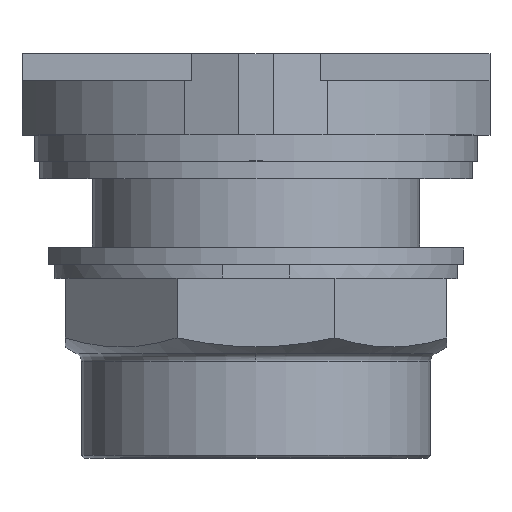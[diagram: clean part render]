
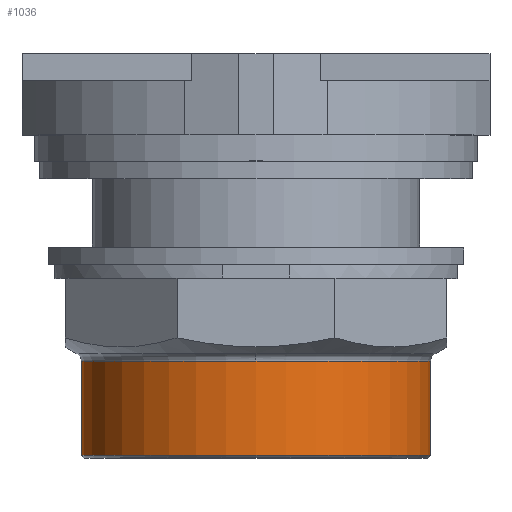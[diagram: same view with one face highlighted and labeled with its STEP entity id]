
A CAD part, top view. The second image highlights one B-rep face of the part: STEP entity #1036.
In plain terms, the highlighted cylindrical face has radius 16 mm (diameter 32 mm), a partial arc.
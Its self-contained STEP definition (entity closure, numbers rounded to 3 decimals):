
#956=CARTESIAN_POINT('POINT1753',(16.,-18.999,
   0.));
#957=VERTEX_POINT('VERTEX1753',#956);
#964=CARTESIAN_POINT('POINT1754',(-16.,-18.999,
   0.));
#965=VERTEX_POINT('VERTEX1754',#964);
#966=CARTESIAN_POINT('POS2449',(0.,-18.999,
   0.));
#967=DIRECTION('DIR3638',(0.,1.,
   0.));
#968=DIRECTION('DIR3639',(1.,0.,0.));
#969=AXIS2_PLACEMENT_3D('AXIS1190',#966,#967,#968);
#970=CIRCLE('ELLIPSE528',#969,16.);
#971=EDGE_CURVE('EDGE2746',#965,#957,#970,.T.);
#996=CARTESIAN_POINT('POINT1755',(16.,
   -10.386,0.));
#997=VERTEX_POINT('VERTEX1755',#996);
#998=CARTESIAN_POINT('POS2452',(16.,-10.897,
   0.));
#999=DIRECTION('DIR3643',(0.,1.,
   0.));
#1000=VECTOR('VEC1261',#999,1.);
#1001=LINE('STRAIGHT1261',#998,#1000);
#1002=EDGE_CURVE('EDGE2749',#957,#997,#1001,.T.);
#1003=ORIENTED_EDGE('COEDGE5495',*,*,#1002,.T.);
#1004=CARTESIAN_POINT('POINT1756',(0.,
   -10.386,16.));
#1005=VERTEX_POINT('VERTEX1756',#1004);
#1006=CARTESIAN_POINT('POS2453',(0.,
   -10.386,0.));
#1007=DIRECTION('DIR3644',(0.,1.,
   0.));
#1008=DIRECTION('DIR3645',(1.,0.,0.));
#1009=AXIS2_PLACEMENT_3D('AXIS1192',#1006,#1007,#1008);
#1010=CIRCLE('ELLIPSE529',#1009,16.);
#1011=EDGE_CURVE('EDGE2750',#1005,#997,#1010,.T.);
#1012=ORIENTED_EDGE('COEDGE5496',*,*,#1011,.F.);
#1013=CARTESIAN_POINT('POINT1757',(-16.,
   -10.386,0.));
#1014=VERTEX_POINT('VERTEX1757',#1013);
#1015=CARTESIAN_POINT('POS2454',(0.,
   -10.386,0.));
#1016=DIRECTION('DIR3646',(0.,1.,
   0.));
#1017=DIRECTION('DIR3647',(1.,0.,0.));
#1018=AXIS2_PLACEMENT_3D('AXIS1193',#1015,#1016,#1017);
#1019=CIRCLE('ELLIPSE530',#1018,16.);
#1020=EDGE_CURVE('EDGE2751',#1014,#1005,#1019,.T.);
#1021=ORIENTED_EDGE('COEDGE5497',*,*,#1020,.F.);
#1022=CARTESIAN_POINT('POS2455',(-16.,-10.897,
   0.));
#1023=DIRECTION('DIR3648',(0.,-1.,
   0.));
#1024=VECTOR('VEC1262',#1023,1.);
#1025=LINE('STRAIGHT1262',#1022,#1024);
#1026=EDGE_CURVE('EDGE2752',#1014,#965,#1025,.T.);
#1027=ORIENTED_EDGE('COEDGE5498',*,*,#1026,.T.);
#1028=ORIENTED_EDGE('COEDGE5499',*,*,#971,.T.);
#1029=EDGE_LOOP('NONE',(#1003,#1012,#1021,#1027,#1028));
#1030=FACE_BOUND('LOOP1',#1029,.T.);
#1031=CARTESIAN_POINT('POS2456',(0.,-10.897,
   0.));
#1032=DIRECTION('DIR3649',(0.,1.,
   0.));
#1033=DIRECTION('DIR3650',(1.,0.,0.));
#1034=AXIS2_PLACEMENT_3D('AXIS1194',#1031,#1032,#1033);
#1035=CYLINDRICAL_SURFACE('CONE_SURF192',#1034,16.);
#1036=ADVANCED_FACE('FACE1174',(#1030),#1035,.T.);
